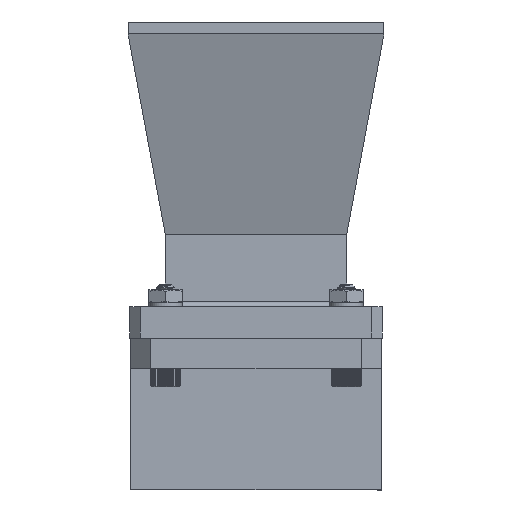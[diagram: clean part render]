
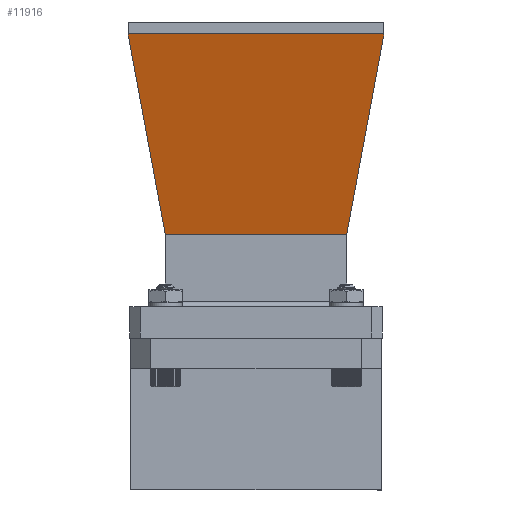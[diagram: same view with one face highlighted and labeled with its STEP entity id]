
A CAD part, front view. The second image highlights one B-rep face of the part: STEP entity #11916.
In plain terms, the highlighted face is planar.
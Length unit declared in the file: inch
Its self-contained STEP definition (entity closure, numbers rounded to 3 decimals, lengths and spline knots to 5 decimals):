
#261 = CARTESIAN_POINT ( 'NONE',  ( -0.36806, -0.67911, 1.95765 ) ) ;
#281 = EDGE_CURVE ( 'NONE', #3173, #14286, #2546, .T. ) ;
#535 = DIRECTION ( 'NONE',  ( 0.267, 0., -0.964 ) ) ;
#670 = ORIENTED_EDGE ( 'NONE', *, *, #2342, .T. ) ;
#1103 = CARTESIAN_POINT ( 'NONE',  ( -0.77758, 0.95317, 3.43332 ) ) ;
#1141 = CARTESIAN_POINT ( 'NONE',  ( -0.36806, 0.67911, 1.95765 ) ) ;
#1383 = LINE ( 'NONE', #1141, #20688 ) ;
#1991 = FACE_OUTER_BOUND ( 'NONE', #15769, .T. ) ;
#2342 = EDGE_CURVE ( 'NONE', #22758, #13252, #16802, .T. ) ;
#2546 = LINE ( 'NONE', #14875, #9336 ) ;
#3173 = VERTEX_POINT ( 'NONE', #14285 ) ;
#3274 = DIRECTION ( 'NONE',  ( 0.267, 0., -0.964 ) ) ;
#4780 = EDGE_CURVE ( 'NONE', #17297, #19162, #15533, .T. ) ;
#4870 = ORIENTED_EDGE ( 'NONE', *, *, #14742, .T. ) ;
#5016 = CARTESIAN_POINT ( 'NONE',  ( -0.36661, 0.67911, 1.95243 ) ) ;
#5201 = VECTOR ( 'NONE', #7903, 39.37008 ) ;
#5285 = CARTESIAN_POINT ( 'NONE',  ( -0.36806, 0.67911, 1.95765 ) ) ;
#5610 = VERTEX_POINT ( 'NONE', #5016 ) ;
#5784 = VECTOR ( 'NONE', #20872, 39.37008 ) ;
#5821 = LINE ( 'NONE', #261, #18754 ) ;
#6926 = CARTESIAN_POINT ( 'NONE',  ( -0.36806, 0.67911, 1.95765 ) ) ;
#7531 = DIRECTION ( 'NONE',  ( 0.964, 0., 0.267 ) ) ;
#7903 = DIRECTION ( 'NONE',  ( 0.267, 0., -0.964 ) ) ;
#8266 = EDGE_CURVE ( 'NONE', #5610, #19162, #22298, .T. ) ;
#8514 = CARTESIAN_POINT ( 'NONE',  ( -0.36661, -0.67911, 1.95243 ) ) ;
#8877 = EDGE_CURVE ( 'NONE', #15840, #13252, #19139, .T. ) ;
#8970 = LINE ( 'NONE', #11097, #20176 ) ;
#9119 = ORIENTED_EDGE ( 'NONE', *, *, #8266, .T. ) ;
#9336 = VECTOR ( 'NONE', #11540, 39.37008 ) ;
#9654 = PLANE ( 'NONE',  #22130 ) ;
#9698 = DIRECTION ( 'NONE',  ( 0., -1., 0. ) ) ;
#10124 = CARTESIAN_POINT ( 'NONE',  ( -0.78338, -0.95317, 3.4542 ) ) ;
#11097 = CARTESIAN_POINT ( 'NONE',  ( -0.78338, -0.97286, 3.4542 ) ) ;
#11144 = VECTOR ( 'NONE', #9698, 39.37008 ) ;
#11540 = DIRECTION ( 'NONE',  ( -0.267, 0., 0.964 ) ) ;
#11916 = ADVANCED_FACE ( 'NONE', ( #1991 ), #9654, .F. ) ;
#12280 = VECTOR ( 'NONE', #15824, 39.37008 ) ;
#13252 = VERTEX_POINT ( 'NONE', #1103 ) ;
#13471 = CARTESIAN_POINT ( 'NONE',  ( -0.78338, 0.95317, 3.4542 ) ) ;
#14206 = ORIENTED_EDGE ( 'NONE', *, *, #16580, .T. ) ;
#14285 = CARTESIAN_POINT ( 'NONE',  ( -0.77758, -0.95317, 3.43332 ) ) ;
#14286 = VERTEX_POINT ( 'NONE', #10124 ) ;
#14742 = EDGE_CURVE ( 'NONE', #17297, #3173, #5821, .T. ) ;
#14875 = CARTESIAN_POINT ( 'NONE',  ( -0.77758, -0.95317, 3.43332 ) ) ;
#15533 = LINE ( 'NONE', #22774, #5784 ) ;
#15769 = EDGE_LOOP ( 'NONE', ( #670, #17310, #14206, #9119, #22640, #4870, #21398, #23457 ) ) ;
#15824 = DIRECTION ( 'NONE',  ( -0.263, 0.176, 0.949 ) ) ;
#15840 = VERTEX_POINT ( 'NONE', #5285 ) ;
#16451 = DIRECTION ( 'NONE',  ( 0., 1., 0. ) ) ;
#16580 = EDGE_CURVE ( 'NONE', #15840, #5610, #1383, .T. ) ;
#16802 = LINE ( 'NONE', #13471, #5201 ) ;
#17297 = VERTEX_POINT ( 'NONE', #22374 ) ;
#17310 = ORIENTED_EDGE ( 'NONE', *, *, #8877, .F. ) ;
#18728 = CARTESIAN_POINT ( 'NONE',  ( -0.36661, 0.561, 1.95243 ) ) ;
#18754 = VECTOR ( 'NONE', #21971, 39.37008 ) ;
#19139 = LINE ( 'NONE', #6926, #12280 ) ;
#19162 = VERTEX_POINT ( 'NONE', #8514 ) ;
#20176 = VECTOR ( 'NONE', #16451, 39.37008 ) ;
#20351 = CARTESIAN_POINT ( 'NONE',  ( 0.16269, 0., 0.04515 ) ) ;
#20679 = CARTESIAN_POINT ( 'NONE',  ( -0.78338, 0.95317, 3.4542 ) ) ;
#20688 = VECTOR ( 'NONE', #3274, 39.37008 ) ;
#20872 = DIRECTION ( 'NONE',  ( 0.267, 0., -0.964 ) ) ;
#21398 = ORIENTED_EDGE ( 'NONE', *, *, #281, .T. ) ;
#21846 = EDGE_CURVE ( 'NONE', #14286, #22758, #8970, .T. ) ;
#21971 = DIRECTION ( 'NONE',  ( -0.263, -0.176, 0.949 ) ) ;
#22130 = AXIS2_PLACEMENT_3D ( 'NONE', #20351, #7531, #535 ) ;
#22298 = LINE ( 'NONE', #18728, #11144 ) ;
#22374 = CARTESIAN_POINT ( 'NONE',  ( -0.36806, -0.67911, 1.95765 ) ) ;
#22640 = ORIENTED_EDGE ( 'NONE', *, *, #4780, .F. ) ;
#22758 = VERTEX_POINT ( 'NONE', #20679 ) ;
#22774 = CARTESIAN_POINT ( 'NONE',  ( 0.16269, -0.67911, 0.04515 ) ) ;
#23457 = ORIENTED_EDGE ( 'NONE', *, *, #21846, .T. ) ;
